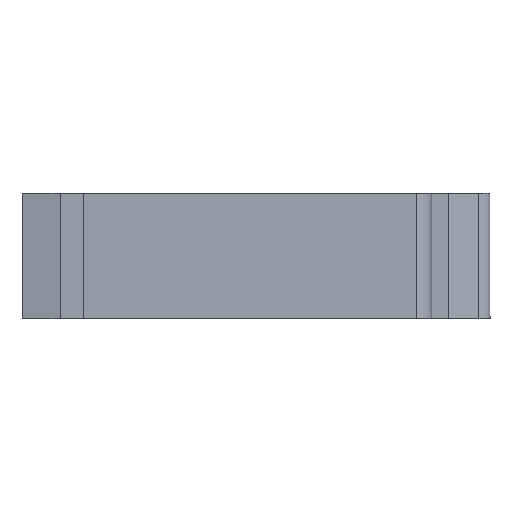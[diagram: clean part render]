
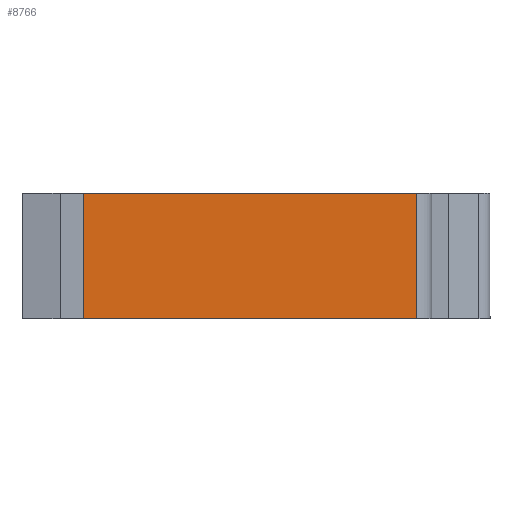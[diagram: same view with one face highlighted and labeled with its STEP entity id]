
A CAD part, left-side view. The second image highlights one B-rep face of the part: STEP entity #8766.
In plain terms, the highlighted planar face has unit normal (-1, 0, 0).
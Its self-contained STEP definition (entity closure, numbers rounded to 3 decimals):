
#331 = VERTEX_POINT ( 'NONE', #2664 ) ;
#705 = DIRECTION ( 'NONE',  ( 0., -1., 0. ) ) ;
#725 = LINE ( 'NONE', #3675, #4295 ) ;
#727 = DIRECTION ( 'NONE',  ( 0., -1., 0. ) ) ;
#1195 = CARTESIAN_POINT ( 'NONE',  ( -13.523, 19.775, 4.294 ) ) ;
#1461 = DIRECTION ( 'NONE',  ( 0., 0., 1. ) ) ;
#1516 = EDGE_CURVE ( 'NONE', #4284, #7131, #6604, .T. ) ;
#2373 = CARTESIAN_POINT ( 'NONE',  ( -13.523, 19.775, -4.706 ) ) ;
#2448 = EDGE_LOOP ( 'NONE', ( #7629, #2792, #3629, #3882 ) ) ;
#2664 = CARTESIAN_POINT ( 'NONE',  ( -13.523, 19.775, -4.706 ) ) ;
#2792 = ORIENTED_EDGE ( 'NONE', *, *, #4773, .F. ) ;
#3336 = CARTESIAN_POINT ( 'NONE',  ( -13.523, 19.775, 4.294 ) ) ;
#3629 = ORIENTED_EDGE ( 'NONE', *, *, #7433, .F. ) ;
#3646 = VECTOR ( 'NONE', #6430, 1000. ) ;
#3675 = CARTESIAN_POINT ( 'NONE',  ( -13.523, 19.775, -4.706 ) ) ;
#3882 = ORIENTED_EDGE ( 'NONE', *, *, #5575, .T. ) ;
#4105 = AXIS2_PLACEMENT_3D ( 'NONE', #2373, #5193, #727 ) ;
#4284 = VERTEX_POINT ( 'NONE', #7425 ) ;
#4295 = VECTOR ( 'NONE', #6066, 1000. ) ;
#4387 = LINE ( 'NONE', #7362, #4499 ) ;
#4499 = VECTOR ( 'NONE', #705, 1000. ) ;
#4664 = CARTESIAN_POINT ( 'NONE',  ( -13.523, -4.225, 4.294 ) ) ;
#4773 = EDGE_CURVE ( 'NONE', #6001, #7131, #9501, .T. ) ;
#4849 = VECTOR ( 'NONE', #1461, 1000. ) ;
#5154 = CARTESIAN_POINT ( 'NONE',  ( -13.523, -4.225, -4.706 ) ) ;
#5193 = DIRECTION ( 'NONE',  ( -1., 0., 0. ) ) ;
#5575 = EDGE_CURVE ( 'NONE', #331, #4284, #4387, .T. ) ;
#6001 = VERTEX_POINT ( 'NONE', #3336 ) ;
#6066 = DIRECTION ( 'NONE',  ( 0., 0., 1. ) ) ;
#6069 = PLANE ( 'NONE',  #4105 ) ;
#6430 = DIRECTION ( 'NONE',  ( 0., -1., 0. ) ) ;
#6604 = LINE ( 'NONE', #5154, #4849 ) ;
#7131 = VERTEX_POINT ( 'NONE', #4664 ) ;
#7362 = CARTESIAN_POINT ( 'NONE',  ( -13.523, 19.775, -4.706 ) ) ;
#7425 = CARTESIAN_POINT ( 'NONE',  ( -13.523, -4.225, -4.706 ) ) ;
#7433 = EDGE_CURVE ( 'NONE', #331, #6001, #725, .T. ) ;
#7629 = ORIENTED_EDGE ( 'NONE', *, *, #1516, .T. ) ;
#8766 = ADVANCED_FACE ( 'NONE', ( #9030 ), #6069, .T. ) ;
#9030 = FACE_OUTER_BOUND ( 'NONE', #2448, .T. ) ;
#9501 = LINE ( 'NONE', #1195, #3646 ) ;
